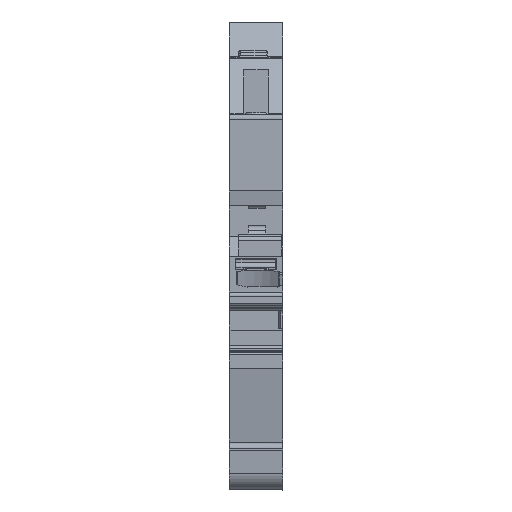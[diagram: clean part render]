
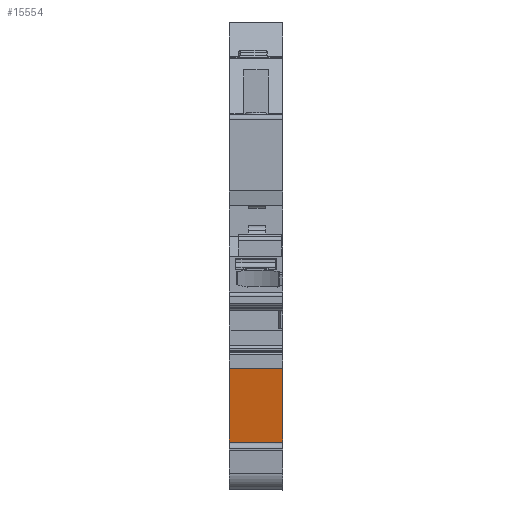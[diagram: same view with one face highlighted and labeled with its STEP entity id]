
A CAD part, front view. The second image highlights one B-rep face of the part: STEP entity #15554.
In plain terms, the highlighted planar face has unit normal (0, -0.985, -0.171).
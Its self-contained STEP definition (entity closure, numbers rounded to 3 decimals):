
#15541=AXIS2_PLACEMENT_3D('Plane Axis2P3D',#15538,#15539,#15540) ;
#7558=CARTESIAN_POINT('Vertex',(0.,3.074,4.545)) ;
#7561=CARTESIAN_POINT('Line Origine',(0.,2.266,9.202)) ;
#7565=CARTESIAN_POINT('Vertex',(0.,1.458,13.86)) ;
#11640=CARTESIAN_POINT('Vertex',(6.1,1.458,13.86)) ;
#11643=CARTESIAN_POINT('Line Origine',(6.1,2.266,9.202)) ;
#11647=CARTESIAN_POINT('Vertex',(6.1,3.074,4.545)) ;
#15525=CARTESIAN_POINT('Line Origine',(3.66,3.074,4.545)) ;
#15538=CARTESIAN_POINT('Axis2P3D Location',(3.95,1.458,13.86)) ;
#15543=CARTESIAN_POINT('Line Origine',(3.05,1.458,13.86)) ;
#7562=DIRECTION('Vector Direction',(0.,0.171,-0.985)) ;
#11644=DIRECTION('Vector Direction',(0.,0.171,-0.985)) ;
#15526=DIRECTION('Vector Direction',(-1.,0.,0.)) ;
#15539=DIRECTION('Axis2P3D Direction',(0.,-0.985,-0.171)) ;
#15540=DIRECTION('Axis2P3D XDirection',(0.,0.171,-0.985)) ;
#15544=DIRECTION('Vector Direction',(1.,0.,0.)) ;
#7563=VECTOR('Line Direction',#7562,1.) ;
#11645=VECTOR('Line Direction',#11644,1.) ;
#15527=VECTOR('Line Direction',#15526,1.) ;
#15545=VECTOR('Line Direction',#15544,1.) ;
#15549=ORIENTED_EDGE('',*,*,#7567,.F.) ;
#15550=ORIENTED_EDGE('',*,*,#15529,.T.) ;
#15551=ORIENTED_EDGE('',*,*,#11649,.F.) ;
#15552=ORIENTED_EDGE('',*,*,#15547,.F.) ;
#15554=ADVANCED_FACE('MLD_AITB_4_BB_X-L-PE_PLM001785.1\\MLD_AITB_4_BB_NDT-L-PE_PLM001785',(#15553),#15542,.T.) ;
#7567=EDGE_CURVE('',#7559,#7566,#7564,.F.) ;
#11649=EDGE_CURVE('',#11641,#11648,#11646,.T.) ;
#15529=EDGE_CURVE('',#7559,#11648,#15528,.F.) ;
#15547=EDGE_CURVE('',#7566,#11641,#15546,.T.) ;
#15548=EDGE_LOOP('',(#15549,#15550,#15551,#15552)) ;
#15553=FACE_OUTER_BOUND('',#15548,.T.) ;
#7564=LINE('Line',#7561,#7563) ;
#11646=LINE('Line',#11643,#11645) ;
#15528=LINE('Line',#15525,#15527) ;
#15546=LINE('Line',#15543,#15545) ;
#15542=PLANE('',#15541) ;
#7559=VERTEX_POINT('',#7558) ;
#7566=VERTEX_POINT('',#7565) ;
#11641=VERTEX_POINT('',#11640) ;
#11648=VERTEX_POINT('',#11647) ;
